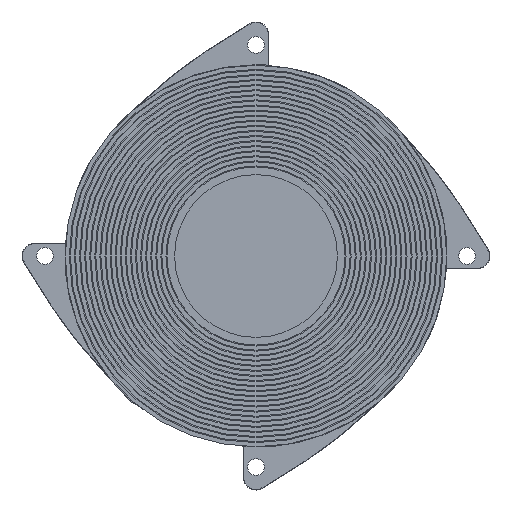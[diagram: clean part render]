
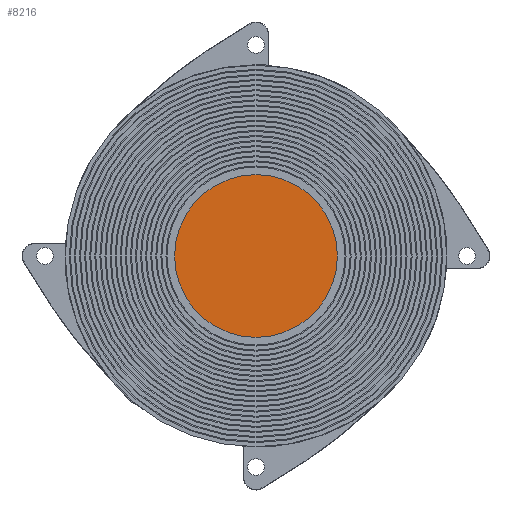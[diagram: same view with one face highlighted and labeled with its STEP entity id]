
A CAD part, front view. The second image highlights one B-rep face of the part: STEP entity #8216.
In plain terms, the highlighted planar face has unit normal (0, -1, 0).
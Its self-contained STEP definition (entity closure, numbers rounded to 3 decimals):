
#911 = DIRECTION ( 'NONE',  ( 0., -1., 0. ) ) ;
#2705 = DIRECTION ( 'NONE',  ( 0., 1., 0. ) ) ;
#2723 = DIRECTION ( 'NONE',  ( 0., 0., -1. ) ) ;
#3228 = CIRCLE ( 'NONE', #11647, 16. ) ;
#4237 = DIRECTION ( 'NONE',  ( 0., -1., 0. ) ) ;
#4285 = DIRECTION ( 'NONE',  ( 0., 0., -1. ) ) ;
#4313 = PLANE ( 'NONE',  #9603 ) ;
#4322 = CARTESIAN_POINT ( 'NONE',  ( 0., 5.8, -16. ) ) ;
#4339 = CARTESIAN_POINT ( 'NONE',  ( 0., 5.8, 0. ) ) ;
#4499 = FACE_OUTER_BOUND ( 'NONE', #6956, .T. ) ;
#4632 = VERTEX_POINT ( 'NONE', #8697 ) ;
#5335 = DIRECTION ( 'NONE',  ( 1., 0., 0. ) ) ;
#5397 = CARTESIAN_POINT ( 'NONE',  ( 0., 5.8, 0. ) ) ;
#6589 = ORIENTED_EDGE ( 'NONE', *, *, #9066, .T. ) ;
#6862 = CIRCLE ( 'NONE', #9961, 16. ) ;
#6956 = EDGE_LOOP ( 'NONE', ( #6589, #10751 ) ) ;
#7074 = CARTESIAN_POINT ( 'NONE',  ( 0., 5.8, 0. ) ) ;
#8216 = ADVANCED_FACE ( 'NONE', ( #4499 ), #4313, .F. ) ;
#8697 = CARTESIAN_POINT ( 'NONE',  ( 0., 5.8, 16. ) ) ;
#9066 = EDGE_CURVE ( 'NONE', #11744, #4632, #3228, .T. ) ;
#9603 = AXIS2_PLACEMENT_3D ( 'NONE', #5397, #2705, #5335 ) ;
#9961 = AXIS2_PLACEMENT_3D ( 'NONE', #4339, #4237, #4285 ) ;
#10751 = ORIENTED_EDGE ( 'NONE', *, *, #11454, .T. ) ;
#11454 = EDGE_CURVE ( 'NONE', #4632, #11744, #6862, .T. ) ;
#11647 = AXIS2_PLACEMENT_3D ( 'NONE', #7074, #911, #2723 ) ;
#11744 = VERTEX_POINT ( 'NONE', #4322 ) ;
